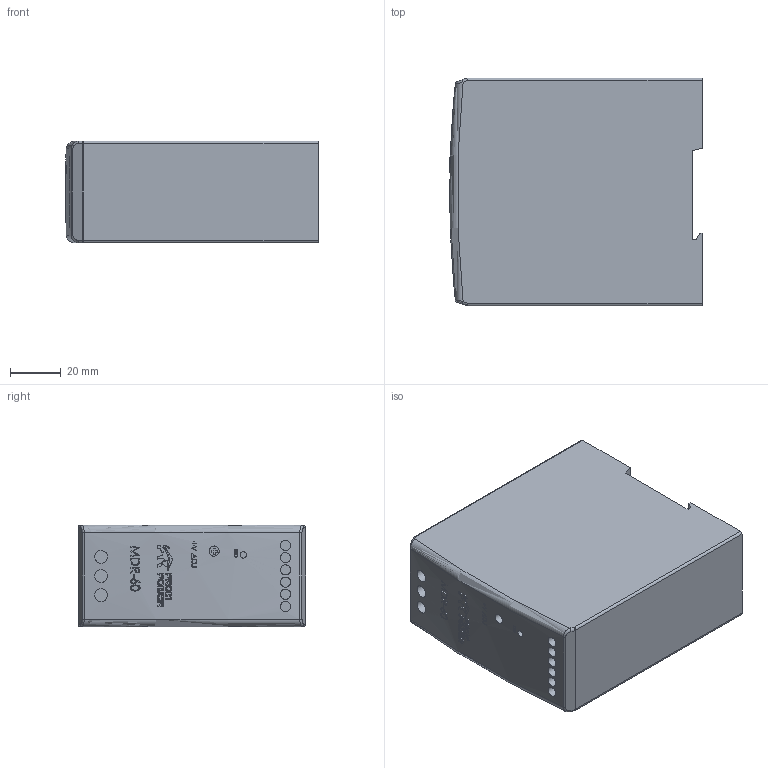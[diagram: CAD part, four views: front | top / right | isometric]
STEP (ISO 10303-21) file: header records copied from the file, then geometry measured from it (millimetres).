
FILE_DESCRIPTION(('STEP AP242'), '1');
FILE_NAME('MDR-60', '', ('UNSPECIFIED'), ('UNSPECIFIED'), 'C3D Converter', 'C3D Toolkit', '');
FILE_SCHEMA(('AP242_MANAGED_MODEL_BASED_3D_ENGINEERING_MIM_LF { 1 0 10303 442 1 1 4 }'));
Length unit declared in the file: millimetre
Products named in the file (1): Импульсный источник питания PROMPOWER
Bounding box: 99.2 x 89.5 x 40 mm (x, y, z)
Volume: 345491.4 mm3; surface area: 33442.5 mm2
Topology: 12 solids, 12 shells, 293 faces, 694 edges, 465 vertices
Faces by surface type: plane 174, bspline 53, cylinder 32, extrusion 30, torus 2, sphere 2
Full cylindrical faces by diameter (mm): 2.5 x1, 4 x7, 5 x3
Entity records: 18302 total; most frequent: CARTESIAN_POINT 9724, ORIENTED_EDGE 1362, DIRECTION 923, EDGE_CURVE 681, VERTEX_POINT 456, VECTOR 383, LINE 353, EDGE_LOOP 345
